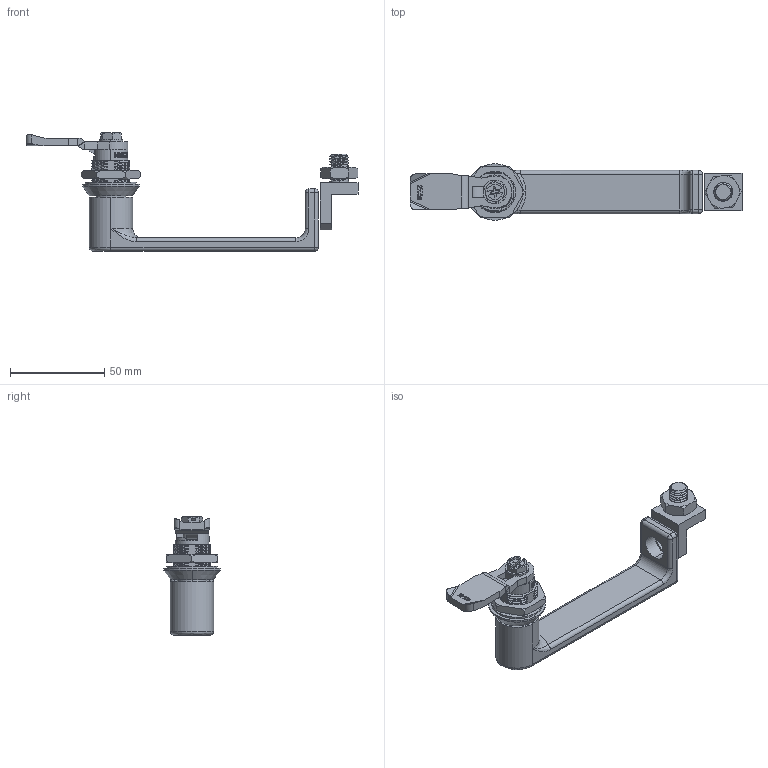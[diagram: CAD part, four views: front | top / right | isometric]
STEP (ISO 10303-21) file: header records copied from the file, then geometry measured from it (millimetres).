
FILE_DESCRIPTION (( 'STEP AP203' ), '1' );
FILE_NAME ('211.11.11.35.STEP', '2023-05-11T10:04:02', ( '' ), ( '' ), 'SwSTEP 2.0', 'SolidWorks 2021', '' );
FILE_SCHEMA (( 'CONFIG_CONTROL_DESIGN' ));
Length unit declared in the file: millimetre
Products named in the file (3): 211.1F.1F.60; 211.11.11.35; D尳
Assembly tree (2 placements, depth 2):
  211.11.11.35
    211.1F.1F.60
    D尳
Bounding box: 176 x 30 x 62.7 mm (x, y, z)
Volume: 3455.6 mm3; surface area: 24443.6 mm2
Topology: 2 solids, 11 shells, 629 faces, 1912 edges, 1311 vertices
Faces by surface type: plane 296, bspline 158, cylinder 131, cone 44
Entity records: 27782 total; most frequent: CARTESIAN_POINT 12774, ORIENTED_EDGE 3800, DIRECTION 2167, EDGE_CURVE 1903, VERTEX_POINT 1311, LINE 789, VECTOR 789, AXIS2_PLACEMENT_3D 689
